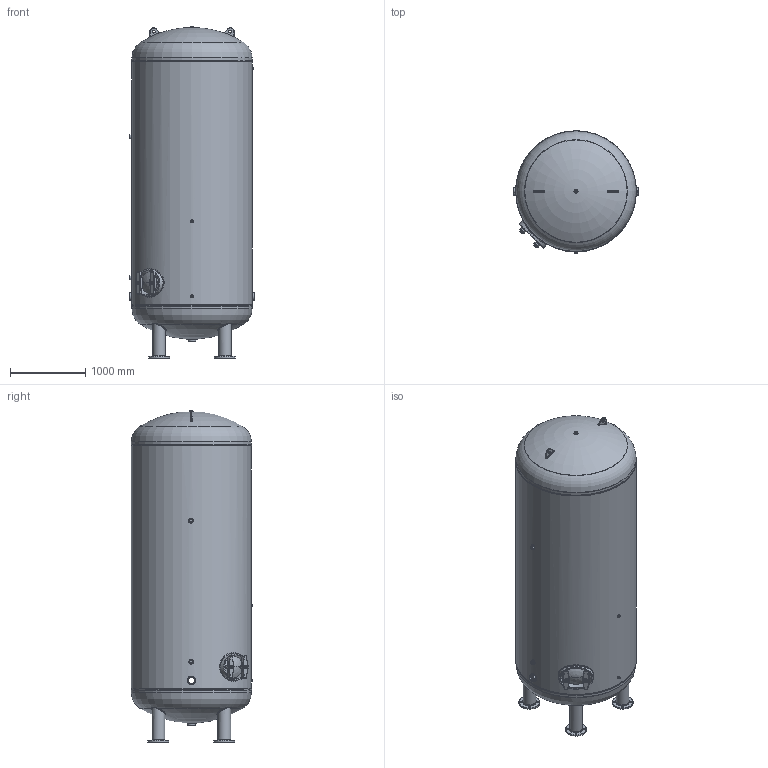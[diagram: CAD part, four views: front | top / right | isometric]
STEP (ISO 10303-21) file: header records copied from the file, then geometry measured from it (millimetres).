
FILE_DESCRIPTION(('HOOPS Exchange Step'),'2;1');
FILE_NAME('BE04_8000L.stp','2025-07-14T08:58:21+02:00',('nieru'),('Unknown organisation'),'HOOPS Exchange 2024.2','HOOPS Exchange','Unknown authorisation');
FILE_SCHEMA( ('AP203_CONFIGURATION_CONTROLLED_3D_DESIGN_OF_MECHANICAL_PARTS_AND_ASSEMBLIES_MIM_LF') );
Length unit declared in the file: millimetre
Products named in the file (2): 0; root
Assembly tree (1 placements, depth 2):
  root
    0
Bounding box: 1670 x 1623.22 x 4419.23 mm (x, y, z)
Volume: 201086141.6 mm3; surface area: 47081389.7 mm2
Topology: 6 solids, 6 shells, 476 faces, 1261 edges, 820 vertices
Faces by surface type: bspline 226, cylinder 94, plane 61, cone 58, torus 37
Full cylindrical faces by diameter (mm): 18.631 x3, 23 x16, 26.631 x3, 28 x4, 30.291 x1, 38.952 x2, 40 x2, 40.291 x1, 50.952 x2, 84.9 x3, 100.9 x3, 140 x4, 157.1 x4, 168.3 x4, 280 x4, 1583.059 x2, 1584 x1, 1599.059 x2, 1600 x1, 1606.447 x2
Entity records: 196961 total; most frequent: CARTESIAN_POINT 186917, ORIENTED_EDGE 2518, DIRECTION 1336, EDGE_CURVE 1259, VERTEX_POINT 820, B_SPLINE_CURVE_WITH_KNOTS 763, AXIS2_PLACEMENT_3D 589, EDGE_LOOP 559
